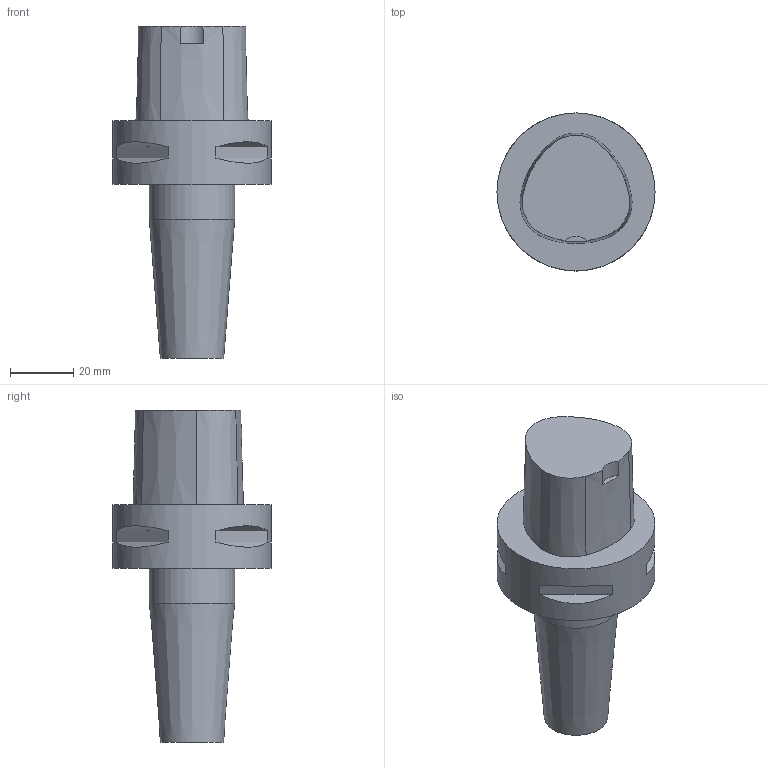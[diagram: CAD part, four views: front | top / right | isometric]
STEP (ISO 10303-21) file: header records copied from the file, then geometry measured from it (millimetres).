
FILE_DESCRIPTION(/* description */ ('3-D model version:1'),/* implementation_level */ '2;1');
FILE_NAME(/* name */ 'C5-391.19-08075',/* time_stamp */ '2016-12-02T13:53:36',/* author */ ('InteractiveCad'),/* organization */ ('AB Sandvik Coromant'),/* preprocessor_version */ 'ST-DEVELOPER v15',/* originating_system */ 'SIEMENS PLM Software NX 8.5',/* authorization */ '');
FILE_SCHEMA(('AUTOMOTIVE_DESIGN'));
Length unit declared in the file: millimetre
Products named in the file (1): NX_C5_391_19_08075_SIM
Bounding box: 50 x 50 x 105 mm (x, y, z)
Volume: 89626.3 mm3; surface area: 15272.7 mm2
Topology: 1 solids, 1 shells, 29 faces, 59 edges, 39 vertices
Faces by surface type: plane 18, cone 7, cylinder 4
Full cylindrical faces by diameter (mm): 8 x1, 27 x1, 50 x1
Entity records: 854 total; most frequent: DIRECTION 150, CARTESIAN_POINT 133, ORIENTED_EDGE 110, AXIS2_PLACEMENT_3D 64, EDGE_CURVE 55, EDGE_LOOP 40, VERTEX_POINT 39, ADVANCED_FACE 29
